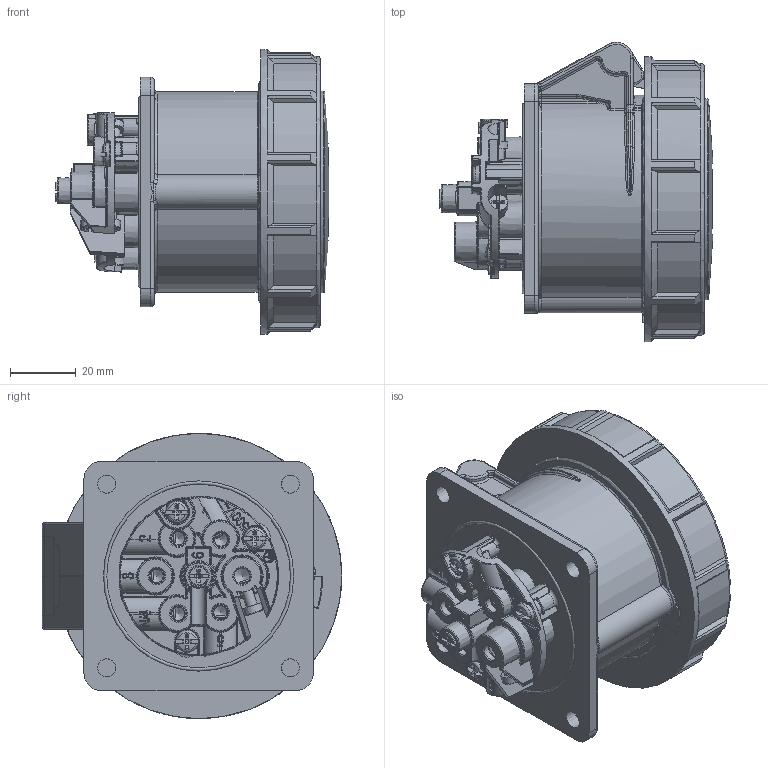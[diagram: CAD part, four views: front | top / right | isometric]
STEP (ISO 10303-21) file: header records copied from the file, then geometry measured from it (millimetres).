
FILE_DESCRIPTION (( 'STEP AP203' ), '1' );
FILE_NAME ('3172-6f70v.STEP', '2023-02-07T13:13:53', ( '' ), ( '' ), 'SwSTEP 2.0', 'SolidWorks 2022', '' );
FILE_SCHEMA (( 'CONFIG_CONTROL_DESIGN' ));
Products named in the file (1): 3172-6f70v
Bounding box: 83.5 x 91.38 x 87 mm (x, y, z)
Volume: 251197.9 mm3; surface area: 45873.4 mm2
Topology: 1 solids, 3 shells, 2551 faces, 6271 edges, 3651 vertices
Faces by surface type: plane 767, bspline 637, cylinder 484, torus 289, cone 213, sphere 161
Full cylindrical faces by diameter (mm): 3.4 x8, 3.5 x7, 4 x5, 4.2 x1, 4.7 x1, 4.947 x1, 5 x5, 5.142 x1, 6.5 x1, 7 x6, 9 x1, 61.4 x1, 87 x1
Entity records: 95134 total; most frequent: CARTESIAN_POINT 42443, ORIENTED_EDGE 11844, DIRECTION 9710, EDGE_CURVE 5922, AXIS2_PLACEMENT_3D 4009, VERTEX_POINT 3557, EDGE_LOOP 2801, FACE_OUTER_BOUND 2616
